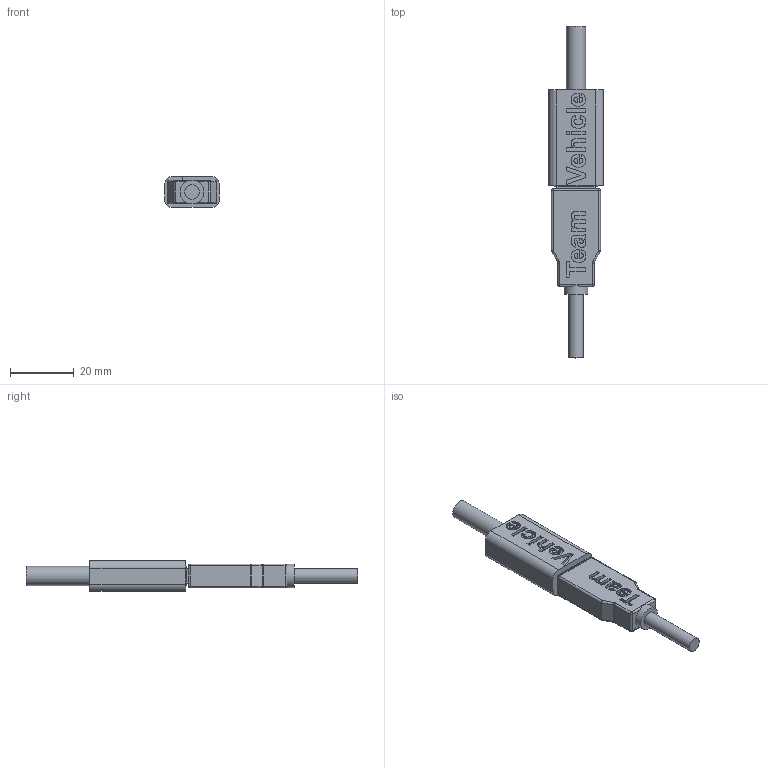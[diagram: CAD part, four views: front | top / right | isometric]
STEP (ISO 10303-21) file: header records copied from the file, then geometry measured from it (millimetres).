
FILE_DESCRIPTION(/* description */ (''),/* implementation_level */ '2;1');
FILE_NAME(/* name */ 'USB_Mated.step',/* time_stamp */ '2021-06-02T12:10:29+01:00',/* author */ (''),/* organization */ (''),/* preprocessor_version */ 'ST-DEVELOPER v18.1',/* originating_system */ 'Autodesk Translation Framework v10.9.0.1377',/* authorisation */ '');
FILE_SCHEMA (('AUTOMOTIVE_DESIGN { 1 0 10303 214 3 1 1 }'));
Length unit declared in the file: millimetre
Products named in the file (3): USB_Mated; USB_A_Plug v2; USB_A_Socket v2
Assembly tree (2 placements, depth 2):
  USB_Mated
    USB_A_Plug v2
    USB_A_Socket v2
Bounding box: 17.2 x 103.93 x 9.7 mm (x, y, z)
Volume: 7868.2 mm3; surface area: 6710.2 mm2
Topology: 3 solids, 3 shells, 643 faces, 1764 edges, 1155 vertices
Faces by surface type: plane 399, bspline 123, cylinder 103, sphere 12, torus 4, cone 2
Full cylindrical faces by diameter (mm): 4.5 x1, 6 x1, 7.5 x1
Entity records: 20484 total; most frequent: CARTESIAN_POINT 4722, ORIENTED_EDGE 3528, DIRECTION 2767, EDGE_CURVE 1764, LINE 1295, VECTOR 1295, VERTEX_POINT 1155, AXIS2_PLACEMENT_3D 736
